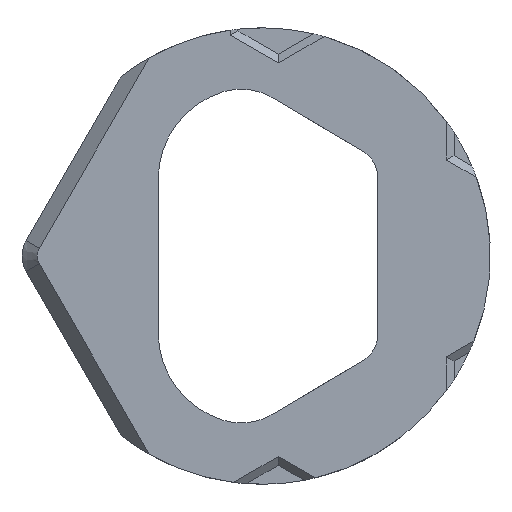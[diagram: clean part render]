
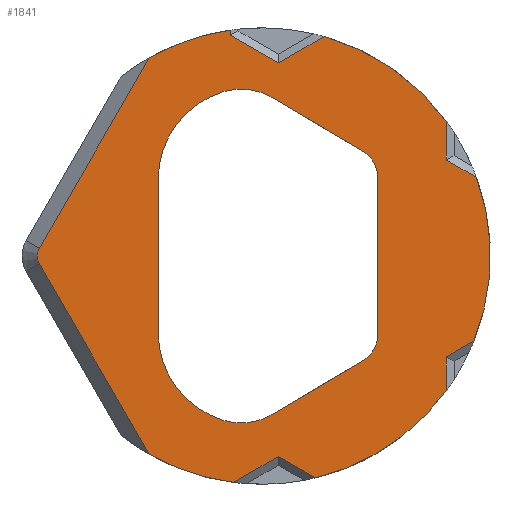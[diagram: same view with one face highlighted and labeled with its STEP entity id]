
A CAD part, front view. The second image highlights one B-rep face of the part: STEP entity #1841.
In plain terms, the highlighted planar face has unit normal (0, -1, 0).
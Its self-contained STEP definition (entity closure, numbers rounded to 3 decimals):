
#52=FACE_BOUND('',#414,.T.);
#65=CIRCLE('',#1864,12.7);
#82=CIRCLE('',#1885,6.35);
#84=CIRCLE('',#1888,6.35);
#94=CIRCLE('',#1902,12.7);
#95=CIRCLE('',#1904,19.05);
#97=CIRCLE('',#1908,19.05);
#100=CIRCLE('',#1928,3.175);
#160=CIRCLE('',#2050,47.5);
#161=CIRCLE('',#2051,47.5);
#162=CIRCLE('',#2052,47.5);
#163=CIRCLE('',#2053,47.5);
#164=CIRCLE('',#2054,47.5);
#295=FACE_OUTER_BOUND('',#413,.T.);
#413=EDGE_LOOP('',(#1590,#1591,#1592,#1593,#1594,#1595,#1596,#1597,#1598,
#1599,#1600,#1601,#1602,#1603,#1604,#1605,#1606));
#414=EDGE_LOOP('',(#1607,#1608,#1609,#1610,#1611,#1612,#1613,#1614,#1615,
#1616));
#440=LINE('',#2699,#586);
#466=LINE('',#2850,#612);
#471=LINE('',#2865,#617);
#489=LINE('',#2919,#635);
#491=LINE('',#2923,#637);
#494=LINE('',#2929,#640);
#496=LINE('',#2934,#642);
#502=LINE('',#2949,#648);
#541=LINE('',#3116,#687);
#552=LINE('',#3221,#698);
#553=LINE('',#3223,#699);
#554=LINE('',#3226,#700);
#555=LINE('',#3228,#701);
#556=LINE('',#3231,#702);
#557=LINE('',#3234,#703);
#586=VECTOR('',#2105,10.);
#612=VECTOR('',#2199,10.);
#617=VECTOR('',#2216,10.);
#635=VECTOR('',#2268,10.);
#637=VECTOR('',#2272,10.);
#640=VECTOR('',#2277,10.);
#642=VECTOR('',#2281,10.);
#648=VECTOR('',#2297,10.);
#687=VECTOR('',#2470,10.);
#698=VECTOR('',#2587,10.);
#699=VECTOR('',#2588,10.);
#700=VECTOR('',#2591,10.);
#701=VECTOR('',#2592,10.);
#702=VECTOR('',#2595,10.);
#703=VECTOR('',#2600,10.);
#727=VERTEX_POINT('',#2677);
#730=VERTEX_POINT('',#2682);
#735=VERTEX_POINT('',#2697);
#764=VERTEX_POINT('',#2770);
#769=VERTEX_POINT('',#2791);
#773=VERTEX_POINT('',#2811);
#788=VERTEX_POINT('',#2848);
#790=VERTEX_POINT('',#2854);
#791=VERTEX_POINT('',#2859);
#792=VERTEX_POINT('',#2863);
#810=VERTEX_POINT('',#2915);
#811=VERTEX_POINT('',#2917);
#812=VERTEX_POINT('',#2921);
#813=VERTEX_POINT('',#2925);
#814=VERTEX_POINT('',#2927);
#815=VERTEX_POINT('',#2931);
#816=VERTEX_POINT('',#2933);
#818=VERTEX_POINT('',#2941);
#819=VERTEX_POINT('',#2943);
#820=VERTEX_POINT('',#2947);
#874=VERTEX_POINT('',#3217);
#875=VERTEX_POINT('',#3218);
#876=VERTEX_POINT('',#3220);
#877=VERTEX_POINT('',#3222);
#878=VERTEX_POINT('',#3224);
#879=VERTEX_POINT('',#3227);
#880=VERTEX_POINT('',#3229);
#902=EDGE_CURVE('',#727,#730,#65,.F.);
#908=EDGE_CURVE('',#735,#730,#440,.T.);
#942=EDGE_CURVE('',#764,#769,#82,.T.);
#947=EDGE_CURVE('',#735,#773,#84,.T.);
#966=EDGE_CURVE('',#788,#769,#466,.T.);
#969=EDGE_CURVE('',#790,#788,#94,.T.);
#972=EDGE_CURVE('',#791,#790,#95,.T.);
#974=EDGE_CURVE('',#791,#792,#471,.T.);
#977=EDGE_CURVE('',#727,#792,#97,.T.);
#1000=EDGE_CURVE('',#811,#810,#489,.T.);
#1002=EDGE_CURVE('',#812,#811,#491,.T.);
#1005=EDGE_CURVE('',#814,#813,#494,.T.);
#1007=EDGE_CURVE('',#815,#816,#496,.T.);
#1012=EDGE_CURVE('',#818,#819,#100,.T.);
#1015=EDGE_CURVE('',#820,#818,#502,.T.);
#1090=EDGE_CURVE('',#773,#764,#541,.F.);
#1127=EDGE_CURVE('',#874,#875,#160,.T.);
#1128=EDGE_CURVE('',#876,#875,#552,.T.);
#1129=EDGE_CURVE('',#877,#876,#553,.T.);
#1130=EDGE_CURVE('',#877,#878,#161,.T.);
#1131=EDGE_CURVE('',#816,#878,#554,.T.);
#1132=EDGE_CURVE('',#879,#815,#555,.T.);
#1133=EDGE_CURVE('',#879,#880,#162,.T.);
#1134=EDGE_CURVE('',#819,#880,#556,.T.);
#1135=EDGE_CURVE('',#820,#810,#163,.T.);
#1136=EDGE_CURVE('',#812,#813,#164,.T.);
#1137=EDGE_CURVE('',#874,#814,#557,.T.);
#1590=ORIENTED_EDGE('',*,*,#1127,.T.);
#1591=ORIENTED_EDGE('',*,*,#1128,.F.);
#1592=ORIENTED_EDGE('',*,*,#1129,.F.);
#1593=ORIENTED_EDGE('',*,*,#1130,.T.);
#1594=ORIENTED_EDGE('',*,*,#1131,.F.);
#1595=ORIENTED_EDGE('',*,*,#1007,.F.);
#1596=ORIENTED_EDGE('',*,*,#1132,.F.);
#1597=ORIENTED_EDGE('',*,*,#1133,.T.);
#1598=ORIENTED_EDGE('',*,*,#1134,.F.);
#1599=ORIENTED_EDGE('',*,*,#1012,.F.);
#1600=ORIENTED_EDGE('',*,*,#1015,.F.);
#1601=ORIENTED_EDGE('',*,*,#1135,.T.);
#1602=ORIENTED_EDGE('',*,*,#1000,.F.);
#1603=ORIENTED_EDGE('',*,*,#1002,.F.);
#1604=ORIENTED_EDGE('',*,*,#1136,.T.);
#1605=ORIENTED_EDGE('',*,*,#1005,.F.);
#1606=ORIENTED_EDGE('',*,*,#1137,.F.);
#1607=ORIENTED_EDGE('',*,*,#908,.F.);
#1608=ORIENTED_EDGE('',*,*,#947,.T.);
#1609=ORIENTED_EDGE('',*,*,#1090,.T.);
#1610=ORIENTED_EDGE('',*,*,#942,.T.);
#1611=ORIENTED_EDGE('',*,*,#966,.F.);
#1612=ORIENTED_EDGE('',*,*,#969,.F.);
#1613=ORIENTED_EDGE('',*,*,#972,.F.);
#1614=ORIENTED_EDGE('',*,*,#974,.T.);
#1615=ORIENTED_EDGE('',*,*,#977,.F.);
#1616=ORIENTED_EDGE('',*,*,#902,.T.);
#1739=PLANE('',#2049);
#1841=ADVANCED_FACE('',(#295,#52),#1739,.F.);
#1864=AXIS2_PLACEMENT_3D('',#2684,#2097,#2098);
#1885=AXIS2_PLACEMENT_3D('',#2793,#2158,#2159);
#1888=AXIS2_PLACEMENT_3D('',#2813,#2165,#2166);
#1902=AXIS2_PLACEMENT_3D('',#2856,#2205,#2206);
#1904=AXIS2_PLACEMENT_3D('',#2861,#2211,#2212);
#1908=AXIS2_PLACEMENT_3D('',#2870,#2222,#2223);
#1928=AXIS2_PLACEMENT_3D('',#2944,#2290,#2291);
#2049=AXIS2_PLACEMENT_3D('',#3216,#2583,#2584);
#2050=AXIS2_PLACEMENT_3D('',#3219,#2585,#2586);
#2051=AXIS2_PLACEMENT_3D('',#3225,#2589,#2590);
#2052=AXIS2_PLACEMENT_3D('',#3230,#2593,#2594);
#2053=AXIS2_PLACEMENT_3D('',#3232,#2596,#2597);
#2054=AXIS2_PLACEMENT_3D('',#3233,#2598,#2599);
#2097=DIRECTION('center_axis',(0.,-1.,0.));
#2098=DIRECTION('ref_axis',(-0.509,0.,-0.861));
#2105=DIRECTION('',(-0.861,0.,0.509));
#2158=DIRECTION('center_axis',(0.,1.,0.));
#2159=DIRECTION('ref_axis',(0.868,0.,-0.496));
#2165=DIRECTION('center_axis',(0.,1.,0.));
#2166=DIRECTION('ref_axis',(0.868,0.,0.496));
#2199=DIRECTION('',(0.861,0.,0.509));
#2205=DIRECTION('center_axis',(0.,-1.,0.));
#2206=DIRECTION('ref_axis',(-0.509,0.,0.861));
#2211=DIRECTION('center_axis',(0.,-1.,0.));
#2212=DIRECTION('ref_axis',(-0.707,0.,-0.707));
#2216=DIRECTION('',(0.,0.,1.));
#2222=DIRECTION('center_axis',(0.,-1.,0.));
#2223=DIRECTION('ref_axis',(-0.707,0.,0.707));
#2268=DIRECTION('',(-0.866,0.,-0.5));
#2272=DIRECTION('',(-0.866,0.,0.5));
#2277=DIRECTION('',(0.,0.,-1.));
#2281=DIRECTION('',(0.866,0.,-0.5));
#2290=DIRECTION('center_axis',(0.,1.,0.));
#2291=DIRECTION('ref_axis',(-1.,0.,0.));
#2297=DIRECTION('',(-0.5,0.,0.866));
#2470=DIRECTION('',(0.,0.,1.));
#2583=DIRECTION('center_axis',(0.,1.,0.));
#2584=DIRECTION('ref_axis',(1.,0.,0.));
#2585=DIRECTION('center_axis',(0.,-1.,0.));
#2586=DIRECTION('ref_axis',(-1.,0.,0.));
#2587=DIRECTION('',(0.866,0.,-0.5));
#2588=DIRECTION('',(0.,0.,-1.));
#2589=DIRECTION('center_axis',(0.,-1.,0.));
#2590=DIRECTION('ref_axis',(-1.,0.,0.));
#2591=DIRECTION('',(0.866,0.,0.5));
#2592=DIRECTION('',(0.,0.,-1.));
#2593=DIRECTION('center_axis',(0.,-1.,0.));
#2594=DIRECTION('ref_axis',(-1.,0.,0.));
#2595=DIRECTION('',(0.5,0.,0.866));
#2596=DIRECTION('center_axis',(0.,-1.,0.));
#2597=DIRECTION('ref_axis',(-1.,0.,0.));
#2598=DIRECTION('center_axis',(0.,-1.,0.));
#2599=DIRECTION('ref_axis',(-1.,0.,0.));
#2600=DIRECTION('',(-0.866,0.,-0.5));
#2677=CARTESIAN_POINT('',(-101.318,0.,34.228));
#2682=CARTESIAN_POINT('',(-91.282,0.,32.978));
#2684=CARTESIAN_POINT('Origin',(-97.739,0.,22.043));
#2697=CARTESIAN_POINT('',(-72.426,0.,21.843));
#2699=CARTESIAN_POINT('',(-45.584,0.,5.992));
#2770=CARTESIAN_POINT('',(-69.305,0.,-16.375));
#2791=CARTESIAN_POINT('',(-72.426,0.,-21.843));
#2793=CARTESIAN_POINT('Origin',(-75.655,0.,-16.375));
#2811=CARTESIAN_POINT('',(-69.305,0.,16.375));
#2813=CARTESIAN_POINT('Origin',(-75.655,0.,16.375));
#2848=CARTESIAN_POINT('',(-91.282,0.,-32.978));
#2850=CARTESIAN_POINT('',(-45.584,0.,-5.992));
#2854=CARTESIAN_POINT('',(-101.318,0.,-34.228));
#2856=CARTESIAN_POINT('Origin',(-97.739,0.,-22.043));
#2859=CARTESIAN_POINT('',(-115.,0.,-15.95));
#2861=CARTESIAN_POINT('Origin',(-95.95,0.,-15.95));
#2863=CARTESIAN_POINT('',(-115.,0.,15.95));
#2865=CARTESIAN_POINT('',(-115.,0.,17.5));
#2870=CARTESIAN_POINT('Origin',(-95.95,0.,15.95));
#2915=CARTESIAN_POINT('',(-99.344,0.,-47.121));
#2917=CARTESIAN_POINT('',(-90.,0.,-41.726));
#2919=CARTESIAN_POINT('',(-47.216,0.,-17.025));
#2921=CARTESIAN_POINT('',(-82.271,0.,-46.189));
#2923=CARTESIAN_POINT('',(-60.284,0.,-58.883));
#2925=CARTESIAN_POINT('',(-55.,0.,-28.02));
#2927=CARTESIAN_POINT('',(-55.,0.,-20.981));
#2929=CARTESIAN_POINT('',(-55.,0.,-10.49));
#2931=CARTESIAN_POINT('',(-100.,0.,45.953));
#2933=CARTESIAN_POINT('',(-90.,0.,40.179));
#2934=CARTESIAN_POINT('',(-52.551,0.,18.558));
#2941=CARTESIAN_POINT('',(-139.755,0.,-1.588));
#2943=CARTESIAN_POINT('',(-139.755,0.,1.587));
#2944=CARTESIAN_POINT('Origin',(-137.005,0.,0.));
#2947=CARTESIAN_POINT('',(-116.831,0.,-41.294));
#2949=CARTESIAN_POINT('',(-87.461,0.,-92.163));
#3116=CARTESIAN_POINT('',(-69.305,0.,-17.5));
#3216=CARTESIAN_POINT('Origin',(0.,0.,0.));
#3217=CARTESIAN_POINT('',(-49.264,0.,-17.669));
#3218=CARTESIAN_POINT('',(-48.766,0.,16.373));
#3219=CARTESIAN_POINT('Origin',(-93.355,0.,0.));
#3220=CARTESIAN_POINT('',(-55.,0.,19.972));
#3221=CARTESIAN_POINT('',(-30.051,0.,5.568));
#3222=CARTESIAN_POINT('',(-55.,0.,28.02));
#3223=CARTESIAN_POINT('',(-55.,0.,15.76));
#3224=CARTESIAN_POINT('',(-80.427,0.,45.707));
#3225=CARTESIAN_POINT('Origin',(-93.355,0.,0.));
#3226=CARTESIAN_POINT('',(-64.949,0.,54.643));
#3227=CARTESIAN_POINT('',(-100.,0.,47.033));
#3228=CARTESIAN_POINT('',(-100.,0.,28.75));
#3229=CARTESIAN_POINT('',(-116.831,0.,41.294));
#3230=CARTESIAN_POINT('Origin',(-93.355,0.,0.));
#3231=CARTESIAN_POINT('',(-123.546,0.,29.662));
#3232=CARTESIAN_POINT('Origin',(-93.355,0.,0.));
#3233=CARTESIAN_POINT('Origin',(-93.355,0.,0.));
#3234=CARTESIAN_POINT('',(-24.833,0.,-3.564));
